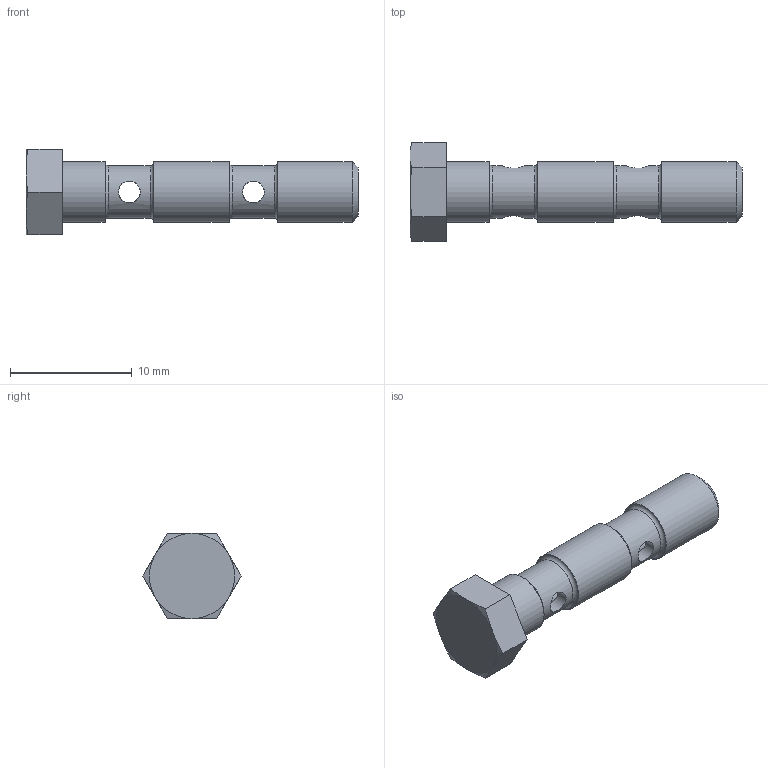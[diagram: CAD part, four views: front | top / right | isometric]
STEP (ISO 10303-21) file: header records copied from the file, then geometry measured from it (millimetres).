
FILE_DESCRIPTION(/* description */ ('STEP AP214'),/* implementation_level */ '2;1');
FILE_NAME(/* name */ '206145_VT-M5-2',/* time_stamp */ '2024-09-13T15:00:08+02:00',/* author */ ('License CC BY-ND 4.0'),/* organization */ ('CADENAS'),/* preprocessor_version */ 'ST-DEVELOPER v19.3',/* originating_system */ 'PARTsolutions',/* authorisation */ ' ');
FILE_SCHEMA (('AUTOMOTIVE_DESIGN {1 0 10303 214 3 1 1}'));
Length unit declared in the file: millimetre
Products named in the file (1): 206145 VT-M5-2
Bounding box: 27.3 x 8.08 x 7 mm (x, y, z)
Volume: 459 mm3; surface area: 683.8 mm2
Topology: 1 solids, 1 shells, 36 faces, 74 edges, 45 vertices
Faces by surface type: plane 13, cylinder 10, cone 9, torus 4
Full cylindrical faces by diameter (mm): 1.8 x4, 2.4 x1, 4.3 x2, 5 x3
Entity records: 994 total; most frequent: CARTESIAN_POINT 278, DIRECTION 134, ORIENTED_EDGE 112, FACE_BOUND 67, EDGE_LOOP 66, AXIS2_PLACEMENT_3D 61, EDGE_CURVE 56, VERTEX_POINT 45
